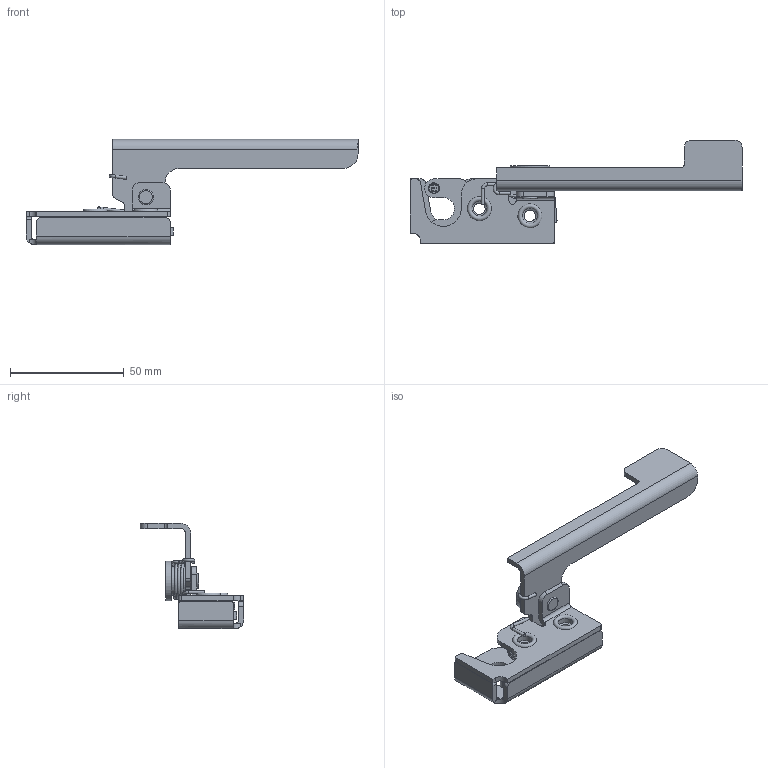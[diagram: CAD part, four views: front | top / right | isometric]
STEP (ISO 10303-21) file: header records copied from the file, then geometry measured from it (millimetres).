
FILE_DESCRIPTION(/* description */ (''),/* implementation_level */ '2;1');
FILE_NAME(/* name */ '12-240 L_1_31_2022.stp',/* time_stamp */ '2022-01-31T10:35:33-05:00',/* author */ ('DKOEGLE'),/* organization */ ('Eberhard Manufacturing Company'),/* preprocessor_version */ 'ST-DEVELOPER v18.1',/* originating_system */ 'Autodesk Inventor 2020',/* authorisation */ '');
FILE_SCHEMA (('AUTOMOTIVE_DESIGN { 1 0 10303 214 3 1 1 }'));
Length unit declared in the file: inch
Products named in the file (1): 12-240 L_Shrinkwrap_1
Bounding box: 146.11 x 45.49 x 46.3 mm (x, y, z)
Volume: 21472.2 mm3; surface area: 22357.5 mm2
Topology: 1 solids, 1 shells, 674 faces, 1935 edges, 1285 vertices
Faces by surface type: plane 421, cylinder 144, bspline 66, torus 35, cone 8
Full cylindrical faces by diameter (mm): 1.016 x2, 1.321 x5, 2.337 x1, 3.175 x1, 4.318 x2, 4.826 x2, 4.978 x2, 6.096 x1, 6.528 x1, 6.629 x4, 8.484 x4, 11.112 x2, 11.367 x2, 12.7 x3, 17.45 x1
Entity records: 26920 total; most frequent: CARTESIAN_POINT 8647, ORIENTED_EDGE 3872, DIRECTION 3360, EDGE_CURVE 1936, VERTEX_POINT 1285, LINE 1232, VECTOR 1232, AXIS2_PLACEMENT_3D 1064
